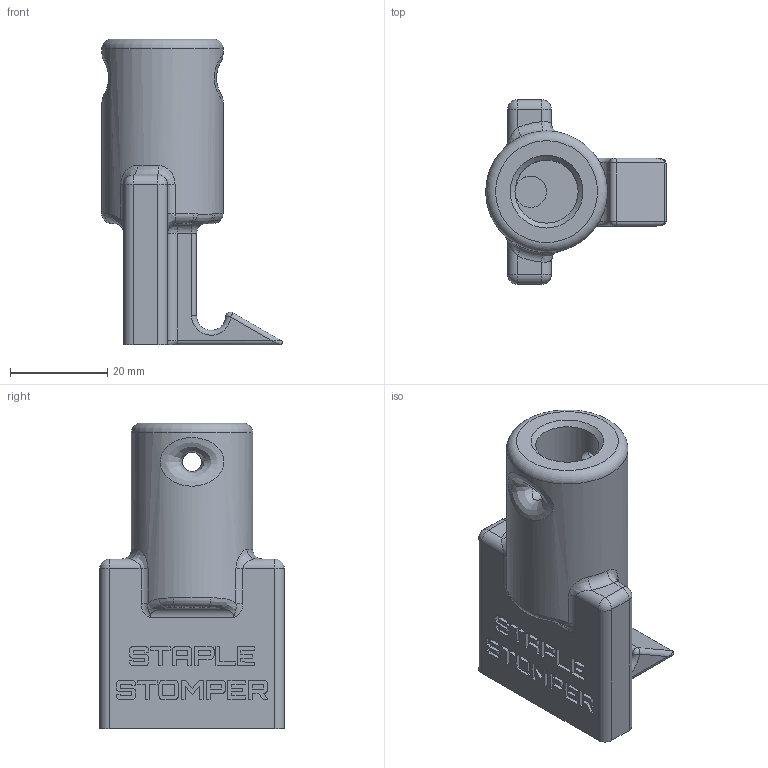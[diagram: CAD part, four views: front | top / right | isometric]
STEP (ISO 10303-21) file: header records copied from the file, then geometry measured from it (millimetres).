
FILE_DESCRIPTION(/* description */ (''),/* implementation_level */ '2;1');
FILE_NAME(/* name */ 'staple stomper v3.step',/* time_stamp */ '2024-06-12T22:56:02-04:00',/* author */ (''),/* organization */ (''),/* preprocessor_version */ 'ST-DEVELOPER v20',/* originating_system */ 'Autodesk Translation Framework v13.14.0.145',/* authorisation */ '');
FILE_SCHEMA (('AUTOMOTIVE_DESIGN { 1 0 10303 214 3 1 1 }'));
Length unit declared in the file: millimetre
Products named in the file (1): staple stomper
Bounding box: 37.13 x 38 x 63 mm (x, y, z)
Volume: 24815 mm3; surface area: 10895.3 mm2
Topology: 1 solids, 1 shells, 399 faces, 1074 edges, 692 vertices
Faces by surface type: plane 188, bspline 154, cylinder 37, torus 13, sphere 6, cone 1
Full cylindrical faces by diameter (mm): 4 x2, 6.5 x2, 13 x1, 25 x1
Entity records: 14756 total; most frequent: CARTESIAN_POINT 5749, ORIENTED_EDGE 2140, DIRECTION 1354, EDGE_CURVE 1070, VERTEX_POINT 692, LINE 654, VECTOR 654, EDGE_LOOP 422
